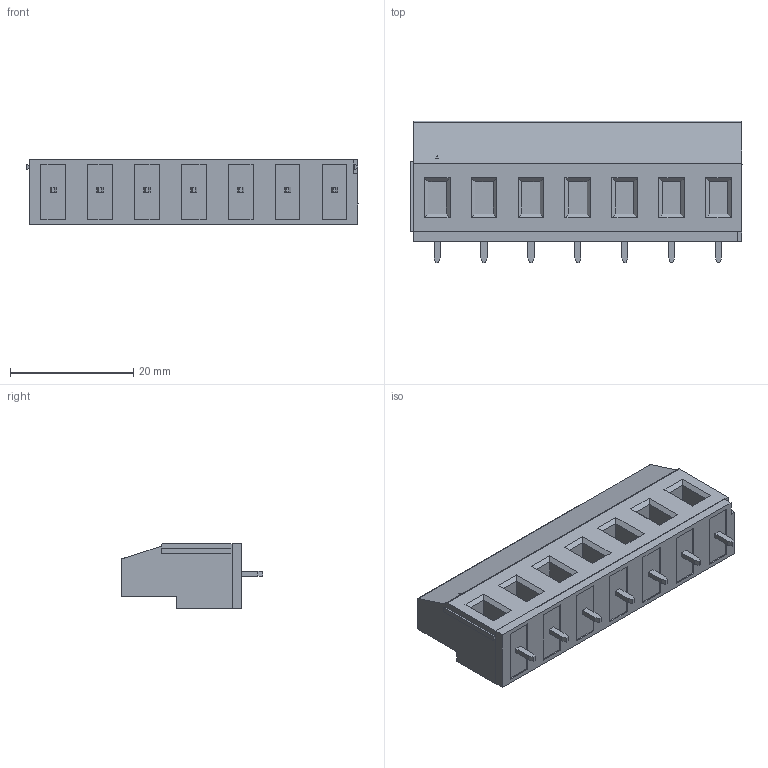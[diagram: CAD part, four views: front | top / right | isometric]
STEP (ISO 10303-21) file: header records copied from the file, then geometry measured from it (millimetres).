
FILE_DESCRIPTION (( 'STEP AP214' ), '1' );
FILE_NAME ('DG129-7.62-07P-14-00AH.STEP', '2021-01-12T19:57:44', ( '' ), ( '' ), 'SwSTEP 2.0', 'SolidWorks 2020', '' );
FILE_SCHEMA (( 'AUTOMOTIVE_DESIGN' ));
Length unit declared in the file: millimetre
Products named in the file (1): DG129-7.62-07P-14-00AH
Bounding box: 53.94 x 23 x 10.5 mm (x, y, z)
Volume: 8472.4 mm3; surface area: 4940.8 mm2
Topology: 1 solids, 1 shells, 725 faces, 1855 edges, 1207 vertices
Faces by surface type: plane 422, bspline 187, cylinder 69, torus 35, cone 12
Entity records: 35951 total; most frequent: CARTESIAN_POINT 14387, ORIENTED_EDGE 3710, DIRECTION 2807, EDGE_CURVE 1855, VERTEX_POINT 1207, VECTOR 1205, LINE 1205, AXIS2_PLACEMENT_3D 801
